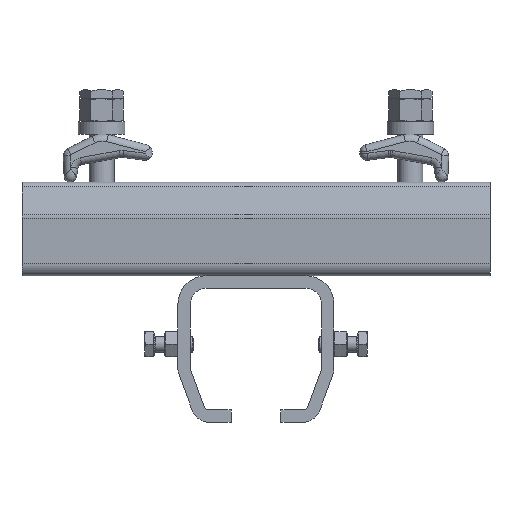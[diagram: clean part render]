
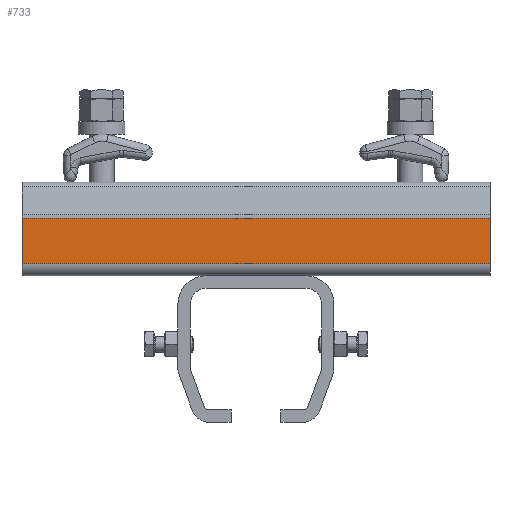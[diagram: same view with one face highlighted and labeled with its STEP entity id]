
A CAD part, left-side view. The second image highlights one B-rep face of the part: STEP entity #733.
In plain terms, the highlighted planar face has unit normal (-1, 0, 0).
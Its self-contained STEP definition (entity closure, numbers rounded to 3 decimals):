
#733=ADVANCED_FACE('NONE',(#1431),#1432,.T.);
#1431=FACE_OUTER_BOUND('',#2375,.T.);
#1432=PLANE('',#2376);
#2375=EDGE_LOOP('',(#4944,#4945,#4946,#4947));
#2376=AXIS2_PLACEMENT_3D('',#4948,#4949,#4950);
#4944=ORIENTED_EDGE('',*,*,#6759,.F.);
#4945=ORIENTED_EDGE('',*,*,#6760,.F.);
#4946=ORIENTED_EDGE('',*,*,#6761,.T.);
#4947=ORIENTED_EDGE('',*,*,#6762,.T.);
#4948=CARTESIAN_POINT('',(-32.5,23.263,-300.));
#4949=DIRECTION('',(-1.,0.,0.));
#4950=DIRECTION('',(0.,0.,1.));
#6759=EDGE_CURVE('NONE',#7741,#7742,#7743,.T.);
#6760=EDGE_CURVE('NONE',#7744,#7741,#7745,.T.);
#6761=EDGE_CURVE('NONE',#7744,#7746,#7747,.T.);
#6762=EDGE_CURVE('NONE',#7746,#7742,#7748,.T.);
#7741=VERTEX_POINT('NONE',#9366);
#7742=VERTEX_POINT('NONE',#9367);
#7743=LINE('',#9368,#9369);
#7744=VERTEX_POINT('NONE',#9370);
#7745=LINE('',#9371,#9372);
#7746=VERTEX_POINT('NONE',#9373);
#7747=LINE('',#9374,#9375);
#7748=LINE('',#9376,#9377);
#9366=CARTESIAN_POINT('',(-32.5,52.4,0.));
#9367=CARTESIAN_POINT('',(-32.5,23.263,0.));
#9368=CARTESIAN_POINT('',(-32.5,23.263,0.));
#9369=VECTOR('',#10984,1.);
#9370=CARTESIAN_POINT('',(-32.5,52.4,-300.));
#9371=CARTESIAN_POINT('',(-32.5,52.4,-300.));
#9372=VECTOR('',#10985,1.);
#9373=CARTESIAN_POINT('',(-32.5,23.263,-300.));
#9374=CARTESIAN_POINT('',(-32.5,23.263,-300.));
#9375=VECTOR('',#10986,1.);
#9376=CARTESIAN_POINT('',(-32.5,23.263,-300.));
#9377=VECTOR('',#10987,1.);
#10984=DIRECTION('',(0.,-1.,0.));
#10985=DIRECTION('',(0.,0.,1.));
#10986=DIRECTION('',(0.,-1.,0.));
#10987=DIRECTION('',(0.,0.,1.));
